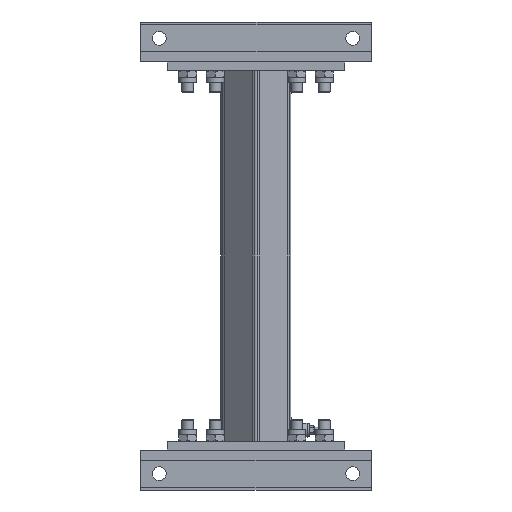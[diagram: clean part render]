
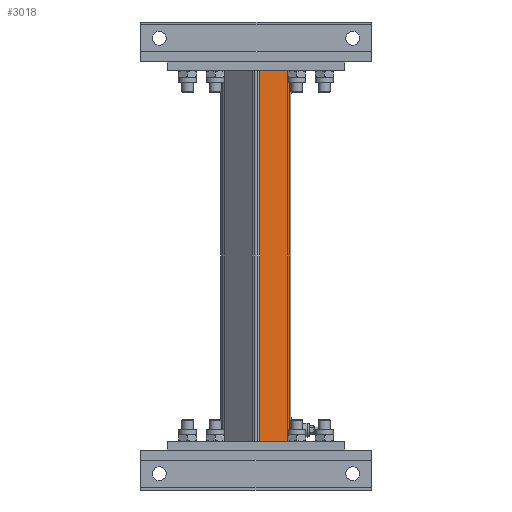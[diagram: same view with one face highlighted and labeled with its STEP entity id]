
A CAD part, left-side view. The second image highlights one B-rep face of the part: STEP entity #3018.
In plain terms, the highlighted face is planar.
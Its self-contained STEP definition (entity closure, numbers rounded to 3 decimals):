
#3018=ADVANCED_FACE('',(#5482),#5483,.T.);
#5482=FACE_OUTER_BOUND('',#7779,.T.);
#5483=PLANE('',#7780);
#7779=EDGE_LOOP('',(#12183,#12184,#12185,#12186));
#7780=AXIS2_PLACEMENT_3D('',#12187,#12188,#12189);
#12183=ORIENTED_EDGE('',*,*,#14818,.T.);
#12184=ORIENTED_EDGE('',*,*,#14819,.F.);
#12185=ORIENTED_EDGE('',*,*,#13344,.T.);
#12186=ORIENTED_EDGE('',*,*,#14703,.T.);
#12187=CARTESIAN_POINT('',(0.,60.,0.));
#12188=DIRECTION('',(0.,1.,0.));
#12189=DIRECTION('',(-1.,0.,0.));
#13344=EDGE_CURVE('',#15348,#15346,#15349,.T.);
#14703=EDGE_CURVE('',#15346,#17337,#17339,.T.);
#14818=EDGE_CURVE('',#17337,#17473,#17474,.T.);
#14819=EDGE_CURVE('',#15348,#17473,#17475,.T.);
#15346=VERTEX_POINT('',#18395);
#15348=VERTEX_POINT('',#18397);
#15349=LINE('',#18398,#18399);
#17337=VERTEX_POINT('',#23711);
#17339=LINE('',#23713,#23714);
#17473=VERTEX_POINT('',#23978);
#17474=LINE('',#23979,#23980);
#17475=LINE('',#23981,#23982);
#18395=CARTESIAN_POINT('',(-48.,60.,0.));
#18397=CARTESIAN_POINT('',(48.,60.,0.));
#18398=CARTESIAN_POINT('',(48.,60.,0.));
#18399=VECTOR('',#24555,1.);
#23711=CARTESIAN_POINT('',(-48.,60.,835.));
#23713=CARTESIAN_POINT('',(-48.,60.,0.));
#23714=VECTOR('',#25894,1.);
#23978=CARTESIAN_POINT('',(48.,60.,835.));
#23979=CARTESIAN_POINT('',(48.,60.,835.));
#23980=VECTOR('',#25977,1.);
#23981=CARTESIAN_POINT('',(48.,60.,0.));
#23982=VECTOR('',#25978,1.);
#24555=DIRECTION('',(-1.,0.,0.));
#25894=DIRECTION('',(0.,0.,1.));
#25977=DIRECTION('',(1.,0.,0.));
#25978=DIRECTION('',(0.,0.,1.));
